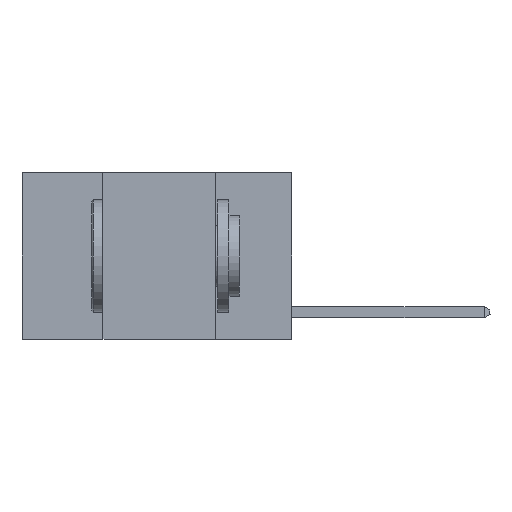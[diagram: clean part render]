
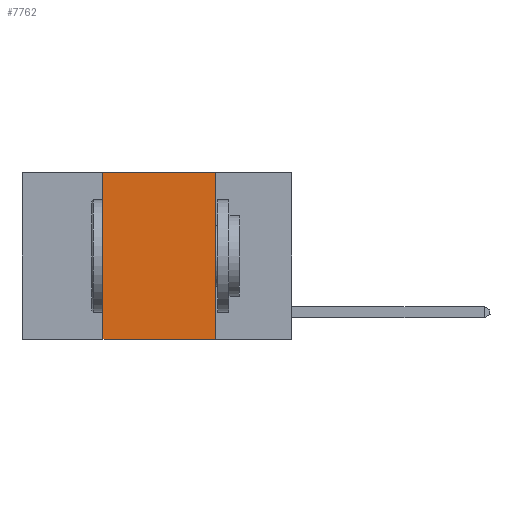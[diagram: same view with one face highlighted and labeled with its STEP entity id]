
A CAD part, left-side view. The second image highlights one B-rep face of the part: STEP entity #7762.
In plain terms, the highlighted planar face has unit normal (-1, 0, 0).
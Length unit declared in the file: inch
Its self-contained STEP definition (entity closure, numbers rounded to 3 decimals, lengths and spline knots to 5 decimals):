
#30 = DIRECTION ( 'NONE',  ( 0., -1., 0. ) ) ;
#1221 = VERTEX_POINT ( 'NONE', #8651 ) ;
#1488 = VERTEX_POINT ( 'NONE', #8676 ) ;
#1649 = DIRECTION ( 'NONE',  ( 0., 0., -1. ) ) ;
#2169 = CARTESIAN_POINT ( 'NONE',  ( 0., 0.6, 0. ) ) ;
#2683 = VECTOR ( 'NONE', #6056, 39.37008 ) ;
#2904 = EDGE_CURVE ( 'NONE', #11260, #10481, #2936, .T. ) ;
#2927 = ORIENTED_EDGE ( 'NONE', *, *, #2904, .F. ) ;
#2936 = LINE ( 'NONE', #2169, #11122 ) ;
#3378 = EDGE_CURVE ( 'NONE', #10481, #1488, #7132, .T. ) ;
#3541 = VECTOR ( 'NONE', #9092, 39.37008 ) ;
#4268 = CARTESIAN_POINT ( 'NONE',  ( 0., 0.17, 0. ) ) ;
#6056 = DIRECTION ( 'NONE',  ( 0., 0., 1. ) ) ;
#6537 = PLANE ( 'NONE',  #11496 ) ;
#7132 = LINE ( 'NONE', #4268, #3541 ) ;
#7200 = LINE ( 'NONE', #8335, #10501 ) ;
#7762 = ADVANCED_FACE ( 'NONE', ( #11432 ), #6537, .F. ) ;
#8102 = LINE ( 'NONE', #9068, #2683 ) ;
#8249 = ORIENTED_EDGE ( 'NONE', *, *, #10938, .F. ) ;
#8335 = CARTESIAN_POINT ( 'NONE',  ( 0., 0.6, -0.37 ) ) ;
#8651 = CARTESIAN_POINT ( 'NONE',  ( 0., 0.42, -0.37 ) ) ;
#8676 = CARTESIAN_POINT ( 'NONE',  ( 0., 0.17, -0.37 ) ) ;
#9068 = CARTESIAN_POINT ( 'NONE',  ( 0., 0.42, 0. ) ) ;
#9092 = DIRECTION ( 'NONE',  ( 0., 0., -1. ) ) ;
#9343 = ORIENTED_EDGE ( 'NONE', *, *, #11893, .T. ) ;
#9385 = DIRECTION ( 'NONE',  ( 1., 0., 0. ) ) ;
#10115 = CARTESIAN_POINT ( 'NONE',  ( 0., 0.17, 0. ) ) ;
#10481 = VERTEX_POINT ( 'NONE', #10115 ) ;
#10501 = VECTOR ( 'NONE', #11347, 39.37008 ) ;
#10549 = ORIENTED_EDGE ( 'NONE', *, *, #3378, .F. ) ;
#10593 = EDGE_LOOP ( 'NONE', ( #10549, #2927, #8249, #9343 ) ) ;
#10938 = EDGE_CURVE ( 'NONE', #1221, #11260, #8102, .T. ) ;
#11122 = VECTOR ( 'NONE', #30, 39.37008 ) ;
#11260 = VERTEX_POINT ( 'NONE', #11932 ) ;
#11347 = DIRECTION ( 'NONE',  ( 0., -1., 0. ) ) ;
#11372 = CARTESIAN_POINT ( 'NONE',  ( 0., 0.6, 0. ) ) ;
#11432 = FACE_OUTER_BOUND ( 'NONE', #10593, .T. ) ;
#11496 = AXIS2_PLACEMENT_3D ( 'NONE', #11372, #9385, #1649 ) ;
#11893 = EDGE_CURVE ( 'NONE', #1221, #1488, #7200, .T. ) ;
#11932 = CARTESIAN_POINT ( 'NONE',  ( 0., 0.42, 0. ) ) ;
